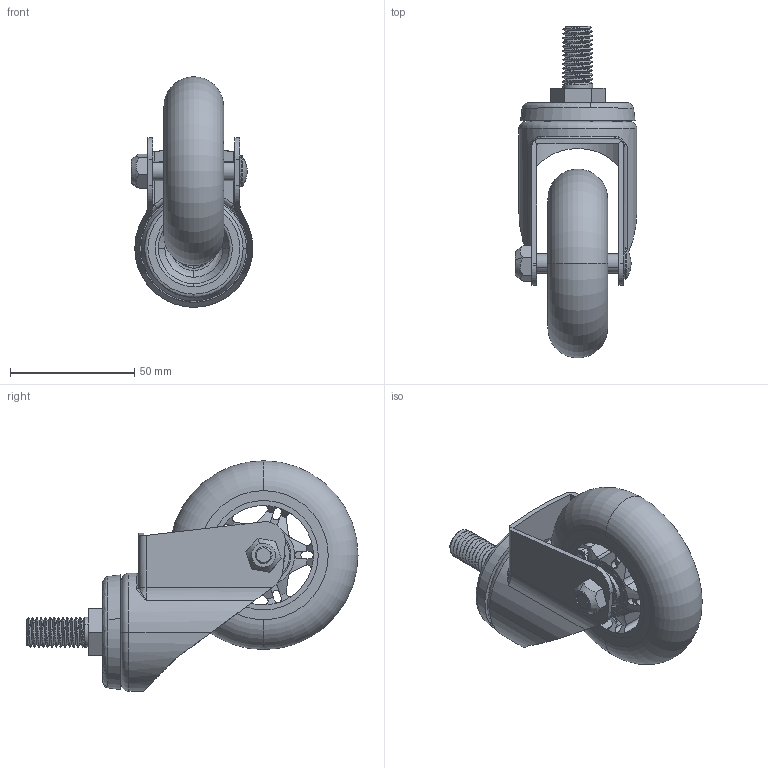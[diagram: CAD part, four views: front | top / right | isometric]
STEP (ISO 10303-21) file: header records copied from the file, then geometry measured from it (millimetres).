
FILE_DESCRIPTION (( 'STEP AP203' ), '1' );
FILE_NAME ('ACSU-76SS.STEP', '2015-10-01T05:46:54', ( 'WON SINCHUL' ), ( 'Hewlett-Packard Company' ), 'SwSTEP 2.0', 'SolidWorks 2015', '' );
FILE_SCHEMA (( 'CONFIG_CONTROL_DESIGN' ));
Length unit declared in the file: millimetre
Products named in the file (1): ACSU-76SS
Bounding box: 48.95 x 133.6 x 92.75 mm (x, y, z)
Volume: 121336.7 mm3; surface area: 66735.2 mm2
Topology: 13 solids, 13 shells, 545 faces, 1505 edges, 973 vertices
Faces by surface type: cylinder 246, plane 142, cone 61, bspline 48, torus 46, sphere 2
Entity records: 24723 total; most frequent: CARTESIAN_POINT 11065, ORIENTED_EDGE 3008, DIRECTION 2713, EDGE_CURVE 1504, AXIS2_PLACEMENT_3D 1107, VERTEX_POINT 973, CIRCLE 609, EDGE_LOOP 603
